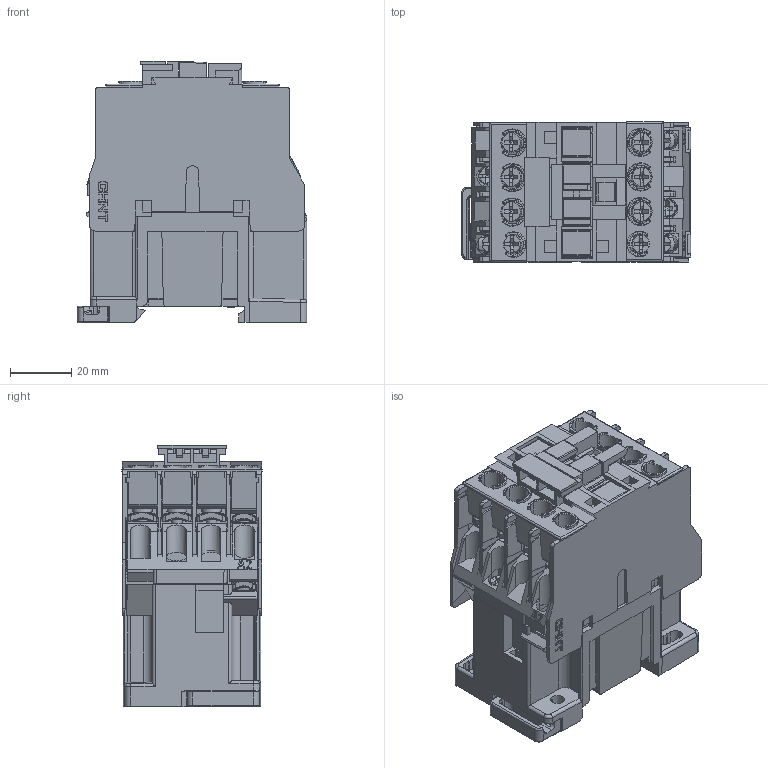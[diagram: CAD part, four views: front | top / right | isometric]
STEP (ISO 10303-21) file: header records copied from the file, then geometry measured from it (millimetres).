
FILE_DESCRIPTION((''),'2;1');
FILE_NAME('2ZTJ-401-005_SW0005','2022-04-23T17:05:52',('zdgs32'),(''),'CREO PARAMETRIC BY PTC INC, 2020044','CREO PARAMETRIC BY PTC INC, 2020044','');
FILE_SCHEMA(('CONFIG_CONTROL_DESIGN','SHAPE_APPEARANCE_LAYERS_GROUPS'));
Products named in the file (1): 2ZTJ-401-005_SW0005
Bounding box: 75 x 45.8 x 85.5 mm (x, y, z)
Volume: 166711.5 mm3; surface area: 85476.9 mm2
Topology: 1 solids, 1 shells, 6352 faces, 18097 edges, 11599 vertices
Faces by surface type: plane 4591, cylinder 1173, sphere 176, extrusion 176, cone 128, bspline 56, torus 52
Entity records: 272953 total; most frequent: CARTESIAN_POINT 58912, ORIENTED_EDGE 36094, DIRECTION 30959, EDGE_CURVE 18047, VECTOR 14643, LINE 14467, VERTEX_POINT 11599, AXIS2_PLACEMENT_3D 8158
